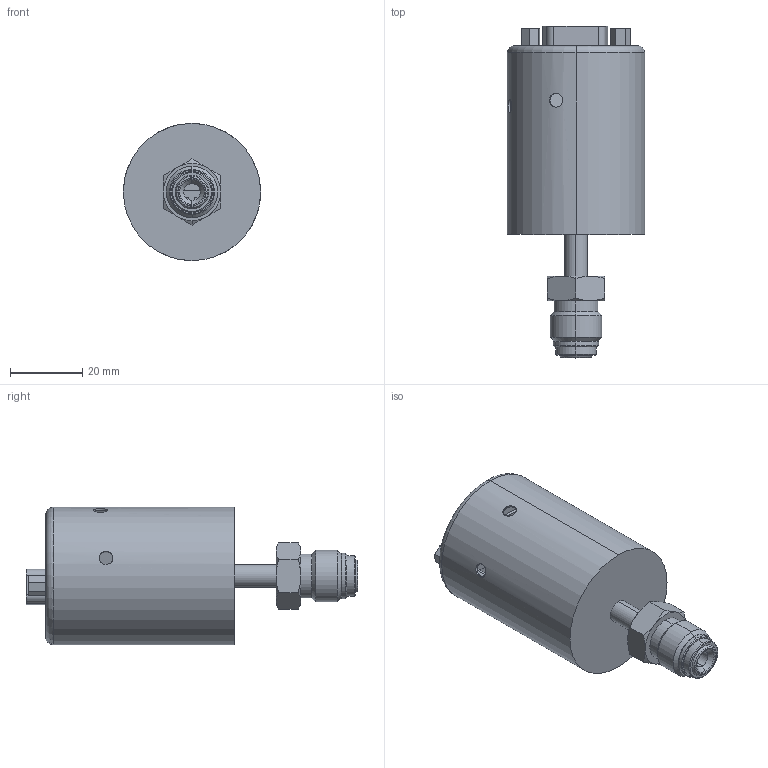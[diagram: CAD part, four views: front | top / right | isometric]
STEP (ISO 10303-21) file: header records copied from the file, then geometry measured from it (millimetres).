
FILE_DESCRIPTION (( 'STEP AP214' ), '1' );
FILE_NAME ('CMCA-9PIN-4VCRM.STEP', '2023-02-24T14:11:46', ( '' ), ( '' ), 'SwSTEP 2.0', 'SolidWorks 2020', '' );
FILE_SCHEMA (( 'AUTOMOTIVE_DESIGN' ));
Length unit declared in the file: inch
Products named in the file (1): CMCA-9PIN-4VCRM
Bounding box: 38.1 x 92.13 x 38.1 mm (x, y, z)
Volume: 10411.1 mm3; surface area: 21518.6 mm2
Topology: 2 solids, 4 shells, 248 faces, 560 edges, 356 vertices
Faces by surface type: cylinder 110, plane 90, cone 40, torus 8
Entity records: 7637 total; most frequent: CARTESIAN_POINT 1871, DIRECTION 1266, ORIENTED_EDGE 1112, EDGE_CURVE 556, AXIS2_PLACEMENT_3D 509, VERTEX_POINT 356, EDGE_LOOP 302, CIRCLE 260
